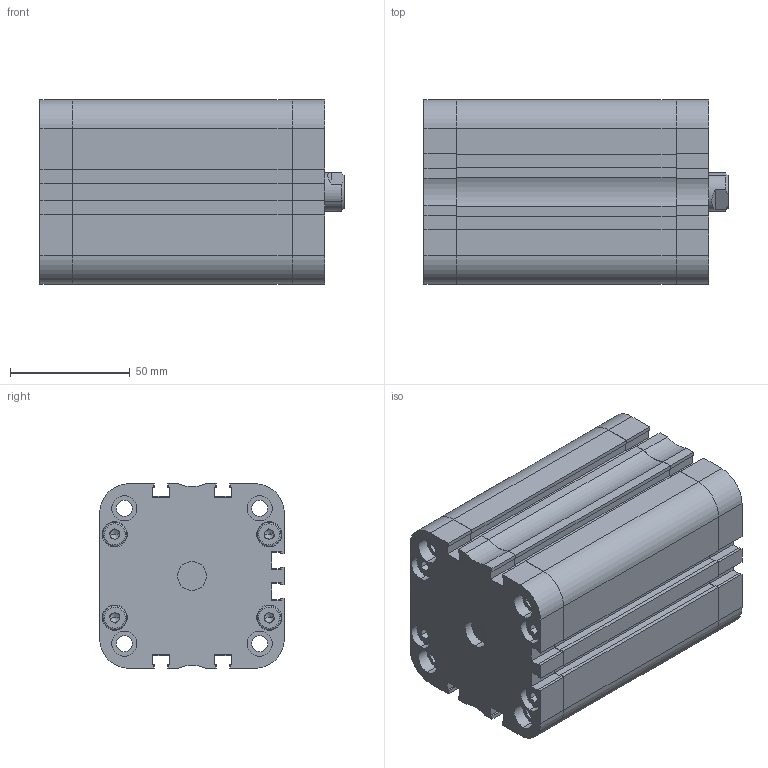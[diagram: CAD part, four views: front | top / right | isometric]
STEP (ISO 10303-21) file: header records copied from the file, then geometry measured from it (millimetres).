
FILE_DESCRIPTION (( 'STEP AP214' ), '1' );
FILE_NAME ('SM_006_063_0050_NP.STEP', '2019-11-13T14:49:19', ( '' ), ( '' ), 'SwSTEP 2.0', 'SolidWorks 2019', '' );
FILE_SCHEMA (( 'AUTOMOTIVE_DESIGN' ));
Length unit declared in the file: millimetre
Products named in the file (23): Kopia Pierœcieñ prowadz¹cy^T³ok kpl_SM PSM-L_Pier˜cieä prowadz¥cy D063; T硂k kpl^SM PSM-L_T坥k kpl - D063; Kopia SMART - U. t硂ka lu焠a^T硂k kpl_SM PSM-L_U. t坥ka lu玭a - D063; T³oczysko^SM PSM-L_Tˆoczysko - D063; Pokrywa przód kpl^SM PSM-L_Pokrywa prz¢d kpl - D063; Kopia Magnes^T³ok kpl_SM PSM-L_Magnes D063; Kopia SMART - U. typ Oring - pokrywa^Pokrywa prz kpl_SM PSM-L_U. typ Oring - D063; Kopia SMART - U. t硂ka wklejana^T硂k kpl_SM PSM-L_U. t坥ka wklejana - D063; Kopia Pokrywa przód_Smart - Pok prz¢d - D063; Sprêzyna SM_PSM_L_063_L1 napi©cie wst©pne; SM_006_063_0050_NP; Sprêzyna SM_PSM_L_063_Lo w spoczynku; Pokrywa ty³ kpl^SM PSM-L_Pok tyˆ - D063; Kopia Tuleja prowadzｹca^Pokrywa prz kpl_SM PSM-L_Tuleja prowadz･ca - D063; socket head thin cap screw_din_DIN 7984 - M8 x 30 --- 26.25N; Kopia T硂k_T坥k - D063; Tuleja^SM PSM-L_Tuleja - D063; Kopia SMART - U. t硂czyska^Pokrywa prz骴 kpl_SM PSM-L_U. t坥czyska - D063; socket head thin cap screw_din_DIN 7984 - M6 x 25 --- 22N; Kopia SMART - U. typ Oring - pokrywa^Pokrywa tyｳ kpl_SM PSM-L_U. typ Oring - D063; Kopia SMART - U. t³oka S^T³ok kpl_SM PSM-L_U. tˆoka S - D063; Kopia Pokrywa ty³^Pokrywa ty³ kpl_SM PSM-L_Smart - Pok tyˆ - D063; Przek³adka SM_PSM_D063
Assembly tree (29 placements, depth 3):
  SM_006_063_0050_NP
    Pokrywa przód kpl^SM PSM-L_Pokrywa prz¢d kpl - D063
      Kopia Pokrywa przód_Smart - Pok prz¢d - D063
      Kopia SMART - U. typ Oring - pokrywa^Pokrywa prz kpl_SM PSM-L_U. typ Oring - D063
      Kopia Tuleja prowadzｹca^Pokrywa prz kpl_SM PSM-L_Tuleja prowadz･ca - D063
      Kopia SMART - U. t硂czyska^Pokrywa prz骴 kpl_SM PSM-L_U. t坥czyska - D063
    Tuleja^SM PSM-L_Tuleja - D063
    Pokrywa ty³ kpl^SM PSM-L_Pok tyˆ - D063
      Kopia Pokrywa ty³^Pokrywa ty³ kpl_SM PSM-L_Smart - Pok tyˆ - D063
      Kopia SMART - U. typ Oring - pokrywa^Pokrywa tyｳ kpl_SM PSM-L_U. typ Oring - D063
    T硂k kpl^SM PSM-L_T坥k kpl - D063
      Kopia T硂k_T坥k - D063
      Kopia Magnes^T³ok kpl_SM PSM-L_Magnes D063
      Kopia Pierœcieñ prowadz¹cy^T³ok kpl_SM PSM-L_Pier˜cieä prowadz¥cy D063
      Kopia SMART - U. t硂ka lu焠a^T硂k kpl_SM PSM-L_U. t坥ka lu玭a - D063
      Kopia SMART - U. t硂ka wklejana^T硂k kpl_SM PSM-L_U. t坥ka wklejana - D063
      Kopia SMART - U. t³oka S^T³ok kpl_SM PSM-L_U. tˆoka S - D063
    T³oczysko^SM PSM-L_Tˆoczysko - D063
    socket head thin cap screw_din_DIN 7984 - M8 x 30 --- 26.25N
    socket head thin cap screw_din_DIN 7984 - M6 x 25 --- 22N  x8
    Przek³adka SM_PSM_D063
    Sprêzyna SM_PSM_L_063_L1 napi©cie wst©pne
    Sprêzyna SM_PSM_L_063_Lo w spoczynku
Bounding box: 127 x 77 x 77 mm (x, y, z)
Volume: 339258.8 mm3; surface area: 197583.4 mm2
Topology: 27 solids, 27 shells, 1125 faces, 2785 edges, 1784 vertices
Faces by surface type: plane 551, cylinder 315, bspline 138, cone 85, torus 36
Entity records: 40221 total; most frequent: CARTESIAN_POINT 16631, ORIENTED_EDGE 4742, DIRECTION 4436, EDGE_CURVE 2371, VERTEX_POINT 1553, AXIS2_PLACEMENT_3D 1522, LINE 1392, VECTOR 1392
